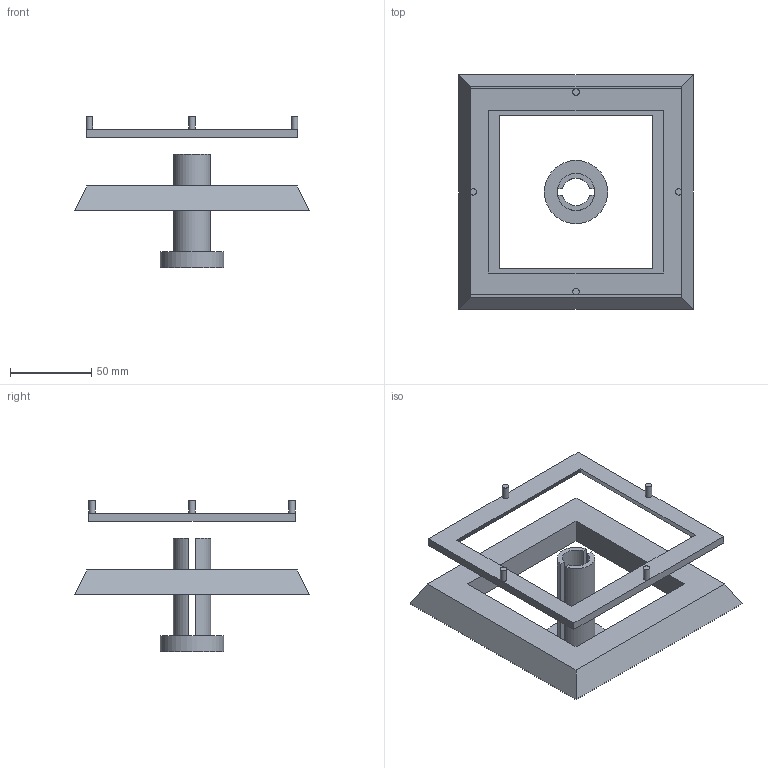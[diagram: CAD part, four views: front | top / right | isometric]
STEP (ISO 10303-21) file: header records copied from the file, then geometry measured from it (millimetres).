
FILE_DESCRIPTION(/* description */ ('STEP AP242','CAx-IF Rec.Pracs.---Representation and Presentation of Product Manufacturing Information (PMI)---4.0---2014-10-13','CAx-IF Rec.Pracs.---3D Tessellated Geometry---0.4---2014-09-14','2;1'),/* implementation_level */ '2;1');
FILE_NAME(/* name */ '647e8848180bea11e23f24a3',/* time_stamp */ '2023-06-06T01:13:45Z',/* author */ (''),/* organization */ (''),/* preprocessor_version */ 'ST-DEVELOPER v19.4',/* originating_system */ ' ',/* authorisation */ ' ');
FILE_SCHEMA (('AP242_MANAGED_MODEL_BASED_3D_ENGINEERING_MIM_LF { 1 0 10303 442 1 1 4 }'));
Length unit declared in the file: metre
Products named in the file (3): Part 5; Part 2; Part 3
Bounding box: 144.76 x 144.76 x 93.4 mm (x, y, z)
Volume: 194429.2 mm3; surface area: 61755.1 mm2
Topology: 3 solids, 3 shells, 43 faces, 102 edges, 65 vertices
Faces by surface type: plane 32, cylinder 11
Full cylindrical faces by diameter (mm): 4 x4, 39 x1
Entity records: 1260 total; most frequent: DIRECTION 208, CARTESIAN_POINT 202, ORIENTED_EDGE 188, EDGE_CURVE 94, LINE 72, VECTOR 72, AXIS2_PLACEMENT_3D 68, VERTEX_POINT 62
